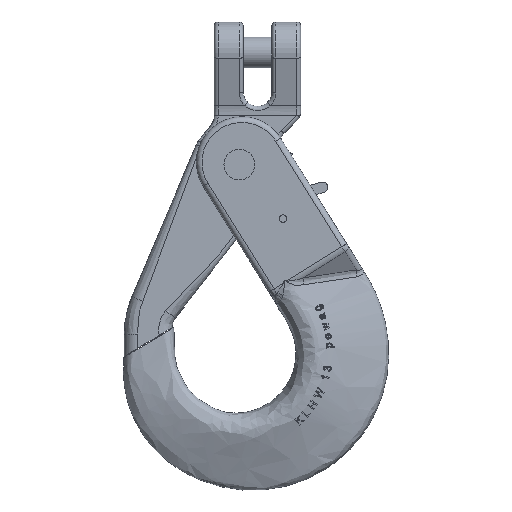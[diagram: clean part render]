
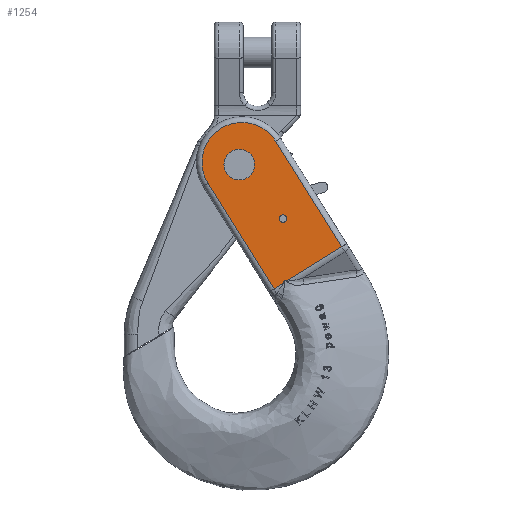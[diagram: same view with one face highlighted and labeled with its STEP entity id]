
A CAD part, top view. The second image highlights one B-rep face of the part: STEP entity #1254.
In plain terms, the highlighted planar face has unit normal (0, 0, 1).
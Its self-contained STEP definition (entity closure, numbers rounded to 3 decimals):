
#269=PLANE('',#6193);
#462=LINE('',#10023,#745);
#463=LINE('',#10052,#746);
#464=LINE('',#10054,#747);
#465=LINE('',#10058,#748);
#745=VECTOR('',#6579,1.);
#746=VECTOR('',#6580,1.);
#747=VECTOR('',#6581,1.);
#748=VECTOR('',#6584,1.);
#1109=CIRCLE('',#6183,8.);
#1111=CIRCLE('',#6186,2.);
#1115=CIRCLE('',#6192,20.795);
#1254=ADVANCED_FACE('',(#1968,#1969,#1619),#269,.F.);
#1619=FACE_OUTER_BOUND('',#2030,.T.);
#1968=FACE_BOUND('',#2028,.T.);
#1969=FACE_BOUND('',#2029,.T.);
#2028=EDGE_LOOP('',(#2593));
#2029=EDGE_LOOP('',(#2594));
#2030=EDGE_LOOP('',(#2595,#2596,#2597,#2598,#2599,#2600));
#2593=ORIENTED_EDGE('',*,*,#4940,.T.);
#2594=ORIENTED_EDGE('',*,*,#4938,.T.);
#2595=ORIENTED_EDGE('',*,*,#4957,.T.);
#2596=ORIENTED_EDGE('',*,*,#4958,.T.);
#2597=ORIENTED_EDGE('',*,*,#4959,.T.);
#2598=ORIENTED_EDGE('',*,*,#4960,.T.);
#2599=ORIENTED_EDGE('',*,*,#4961,.T.);
#2600=ORIENTED_EDGE('',*,*,#4962,.T.);
#4356=VERTEX_POINT('',#9954);
#4358=VERTEX_POINT('',#9959);
#4373=VERTEX_POINT('',#10024);
#4374=VERTEX_POINT('',#10025);
#4375=VERTEX_POINT('',#10051);
#4376=VERTEX_POINT('',#10053);
#4377=VERTEX_POINT('',#10055);
#4378=VERTEX_POINT('',#10057);
#4938=EDGE_CURVE('',#4356,#4356,#1109,.T.);
#4940=EDGE_CURVE('',#4358,#4358,#1111,.T.);
#4957=EDGE_CURVE('',#4373,#4374,#462,.T.);
#4958=EDGE_CURVE('',#4374,#4375,#5831,.T.);
#4959=EDGE_CURVE('',#4375,#4376,#463,.T.);
#4960=EDGE_CURVE('',#4376,#4377,#464,.T.);
#4961=EDGE_CURVE('',#4377,#4378,#1115,.T.);
#4962=EDGE_CURVE('',#4378,#4373,#465,.T.);
#5831=B_SPLINE_CURVE_WITH_KNOTS('',3,(#10026,#10027,#10028,#10029,#10030,
#10031,#10032,#10033,#10034,#10035,#10036,#10037,#10038,#10039,#10040,#10041,
#10042,#10043,#10044,#10045,#10046,#10047,#10048,#10049,#10050),.UNSPECIFIED.,
.F.,.F.,(4,3,3,3,3,3,3,3,4),(0.,0.361,0.427,0.495,
0.541,0.586,0.654,0.783,1.),
.UNSPECIFIED.);
#6183=AXIS2_PLACEMENT_3D('',#9953,#6553,#6554);
#6186=AXIS2_PLACEMENT_3D('',#9958,#6559,#6560);
#6192=AXIS2_PLACEMENT_3D('',#10056,#6582,#6583);
#6193=AXIS2_PLACEMENT_3D('',#10059,#6585,#6586);
#6553=DIRECTION('',(0.,0.,-1.));
#6554=DIRECTION('',(-1.,0.,0.));
#6559=DIRECTION('',(0.,0.,-1.));
#6560=DIRECTION('',(-1.,0.,0.));
#6579=DIRECTION('',(0.848,0.53,0.));
#6580=DIRECTION('',(0.848,0.53,0.));
#6581=DIRECTION('',(-0.53,0.848,0.));
#6582=DIRECTION('',(0.,0.,1.));
#6583=DIRECTION('',(-1.,0.,0.));
#6584=DIRECTION('',(0.53,-0.848,0.));
#6585=DIRECTION('',(0.,0.,-1.));
#6586=DIRECTION('',(-1.,0.,0.));
#9953=CARTESIAN_POINT('',(2.024,98.,17.5));
#9954=CARTESIAN_POINT('',(-5.976,98.,17.5));
#9958=CARTESIAN_POINT('',(24.821,69.795,17.5));
#9959=CARTESIAN_POINT('',(22.821,69.795,17.5));
#10023=CARTESIAN_POINT('',(-9.24,14.787,17.5));
#10024=CARTESIAN_POINT('',(20.144,33.148,17.5));
#10025=CARTESIAN_POINT('',(25.351,36.401,17.5));
#10026=CARTESIAN_POINT('',(25.351,36.401,17.5));
#10027=CARTESIAN_POINT('',(25.321,36.707,17.5));
#10028=CARTESIAN_POINT('',(25.303,37.026,17.5));
#10029=CARTESIAN_POINT('',(25.384,37.322,17.5));
#10030=CARTESIAN_POINT('',(25.399,37.378,17.5));
#10031=CARTESIAN_POINT('',(25.418,37.433,17.5));
#10032=CARTESIAN_POINT('',(25.444,37.484,17.5));
#10033=CARTESIAN_POINT('',(25.471,37.536,17.5));
#10034=CARTESIAN_POINT('',(25.505,37.585,17.5));
#10035=CARTESIAN_POINT('',(25.548,37.624,17.5));
#10036=CARTESIAN_POINT('',(25.578,37.651,17.5));
#10037=CARTESIAN_POINT('',(25.612,37.674,17.5));
#10038=CARTESIAN_POINT('',(25.649,37.689,17.5));
#10039=CARTESIAN_POINT('',(25.685,37.705,17.5));
#10040=CARTESIAN_POINT('',(25.725,37.714,17.5));
#10041=CARTESIAN_POINT('',(25.765,37.717,17.5));
#10042=CARTESIAN_POINT('',(25.823,37.722,17.5));
#10043=CARTESIAN_POINT('',(25.883,37.715,17.5));
#10044=CARTESIAN_POINT('',(25.939,37.702,17.5));
#10045=CARTESIAN_POINT('',(26.048,37.677,17.5));
#10046=CARTESIAN_POINT('',(26.152,37.629,17.5));
#10047=CARTESIAN_POINT('',(26.249,37.574,17.5));
#10048=CARTESIAN_POINT('',(26.413,37.483,17.5));
#10049=CARTESIAN_POINT('',(26.565,37.37,17.5));
#10050=CARTESIAN_POINT('',(26.71,37.25,17.5));
#10051=CARTESIAN_POINT('',(26.71,37.25,17.5));
#10052=CARTESIAN_POINT('',(-9.24,14.787,17.5));
#10053=CARTESIAN_POINT('',(55.414,55.187,17.5));
#10054=CARTESIAN_POINT('',(64.654,40.4,17.5));
#10055=CARTESIAN_POINT('',(21.023,110.225,17.5));
#10056=CARTESIAN_POINT('',(3.387,99.205,17.5));
#10057=CARTESIAN_POINT('',(-14.248,88.185,17.5));
#10058=CARTESIAN_POINT('',(29.383,18.361,17.5));
#10059=CARTESIAN_POINT('',(0.,0.,17.5));
